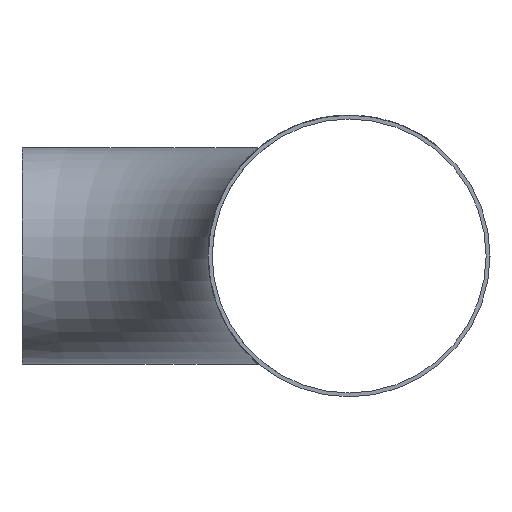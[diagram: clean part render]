
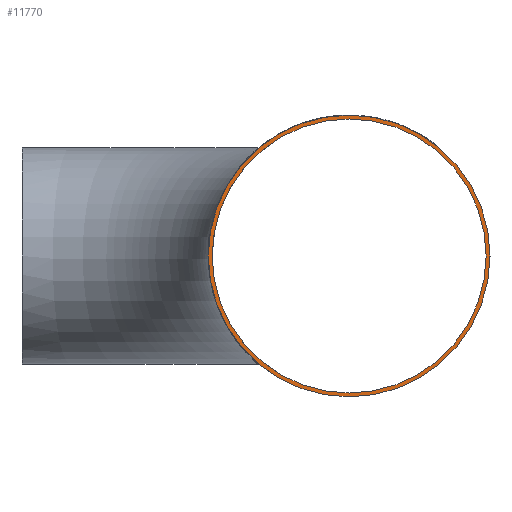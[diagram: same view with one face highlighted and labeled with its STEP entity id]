
A CAD part, left-side view. The second image highlights one B-rep face of the part: STEP entity #11770.
In plain terms, the highlighted planar face has unit normal (-1, 0, 0).
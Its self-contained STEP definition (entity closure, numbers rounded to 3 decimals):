
#595 = AXIS2_PLACEMENT_3D ( 'NONE', #31955, #6959, #3822 ) ;
#1609 = AXIS2_PLACEMENT_3D ( 'NONE', #24995, #41856, #11010 ) ;
#3805 = PLANE ( 'NONE',  #1609 ) ;
#3822 = DIRECTION ( 'NONE',  ( 0., 0., -1. ) ) ;
#4201 = EDGE_LOOP ( 'NONE', ( #27838 ) ) ;
#5634 = CIRCLE ( 'NONE', #595, 109.55 ) ;
#6959 = DIRECTION ( 'NONE',  ( 1., 0., 0. ) ) ;
#8114 = CARTESIAN_POINT ( 'NONE',  ( -305., -254.4, -106.55 ) ) ;
#9238 = CARTESIAN_POINT ( 'NONE',  ( -305., -254.4, 0. ) ) ;
#10597 = VERTEX_POINT ( 'NONE', #27718 ) ;
#11010 = DIRECTION ( 'NONE',  ( 0., 0., -1. ) ) ;
#11770 = ADVANCED_FACE ( 'NONE', ( #42081, #17531 ), #3805, .F. ) ;
#14207 = VERTEX_POINT ( 'NONE', #8114 ) ;
#17531 = FACE_OUTER_BOUND ( 'NONE', #42293, .T. ) ;
#22353 = DIRECTION ( 'NONE',  ( 0., 0., -1. ) ) ;
#24237 = ORIENTED_EDGE ( 'NONE', *, *, #28488, .F. ) ;
#24995 = CARTESIAN_POINT ( 'NONE',  ( -305., -254.4, 0. ) ) ;
#26822 = DIRECTION ( 'NONE',  ( 1., 0., 0. ) ) ;
#27718 = CARTESIAN_POINT ( 'NONE',  ( -305., -254.4, -109.55 ) ) ;
#27838 = ORIENTED_EDGE ( 'NONE', *, *, #34694, .T. ) ;
#28488 = EDGE_CURVE ( 'NONE', #10597, #10597, #5634, .T. ) ;
#31955 = CARTESIAN_POINT ( 'NONE',  ( -305., -254.4, 0. ) ) ;
#32805 = AXIS2_PLACEMENT_3D ( 'NONE', #9238, #26822, #22353 ) ;
#34694 = EDGE_CURVE ( 'NONE', #14207, #14207, #37099, .T. ) ;
#37099 = CIRCLE ( 'NONE', #32805, 106.55 ) ;
#41856 = DIRECTION ( 'NONE',  ( 1., 0., 0. ) ) ;
#42081 = FACE_BOUND ( 'NONE', #4201, .T. ) ;
#42293 = EDGE_LOOP ( 'NONE', ( #24237 ) ) ;
